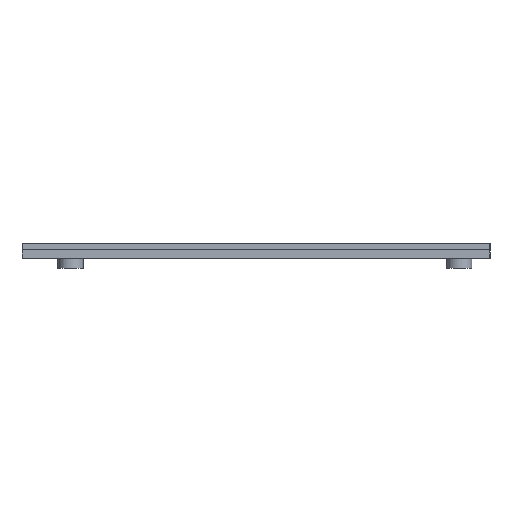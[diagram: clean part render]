
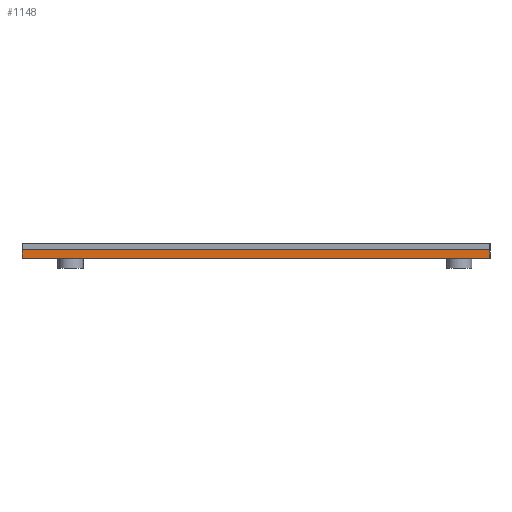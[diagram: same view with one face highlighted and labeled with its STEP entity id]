
A CAD part, front view. The second image highlights one B-rep face of the part: STEP entity #1148.
In plain terms, the highlighted planar face has unit normal (0, -1, 0).
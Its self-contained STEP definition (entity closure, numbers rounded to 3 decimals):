
#90=FACE_OUTER_BOUND('',#152,.T.);
#152=EDGE_LOOP('',(#769,#770,#771,#772));
#229=LINE('',#1672,#358);
#230=LINE('',#1675,#359);
#231=LINE('',#1677,#360);
#232=LINE('',#1678,#361);
#358=VECTOR('',#1333,10.);
#359=VECTOR('',#1336,10.);
#360=VECTOR('',#1337,10.);
#361=VECTOR('',#1338,10.);
#485=VERTEX_POINT('',#1666);
#487=VERTEX_POINT('',#1670);
#488=VERTEX_POINT('',#1674);
#489=VERTEX_POINT('',#1676);
#598=EDGE_CURVE('',#485,#487,#229,.F.);
#599=EDGE_CURVE('',#485,#488,#230,.F.);
#600=EDGE_CURVE('',#489,#487,#231,.F.);
#601=EDGE_CURVE('',#488,#489,#232,.F.);
#769=ORIENTED_EDGE('',*,*,#599,.F.);
#770=ORIENTED_EDGE('',*,*,#598,.T.);
#771=ORIENTED_EDGE('',*,*,#600,.F.);
#772=ORIENTED_EDGE('',*,*,#601,.F.);
#1106=PLANE('',#1224);
#1148=ADVANCED_FACE('',(#90),#1106,.F.);
#1224=AXIS2_PLACEMENT_3D('',#1673,#1334,#1335);
#1333=DIRECTION('',(1.,0.,0.));
#1334=DIRECTION('center_axis',(0.,1.,0.));
#1335=DIRECTION('ref_axis',(0.,0.,-1.));
#1336=DIRECTION('',(0.,0.,1.));
#1337=DIRECTION('',(0.,0.,-1.));
#1338=DIRECTION('',(1.,0.,0.));
#1666=CARTESIAN_POINT('',(5.,-89.,6.475));
#1670=CARTESIAN_POINT('',(-125.,-89.,6.475));
#1672=CARTESIAN_POINT('',(20.,-89.,6.475));
#1673=CARTESIAN_POINT('Origin',(20.,-89.,6.475));
#1674=CARTESIAN_POINT('',(5.,-89.,4.075));
#1675=CARTESIAN_POINT('',(5.,-89.,6.525));
#1676=CARTESIAN_POINT('',(-125.,-89.,4.075));
#1677=CARTESIAN_POINT('',(-125.,-89.,5.275));
#1678=CARTESIAN_POINT('',(-20.,-89.,4.075));
